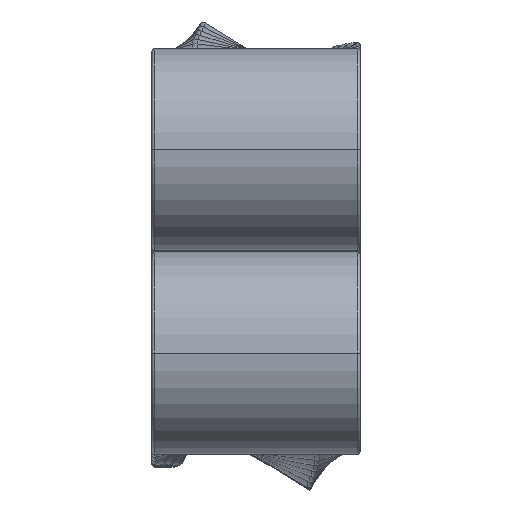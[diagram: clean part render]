
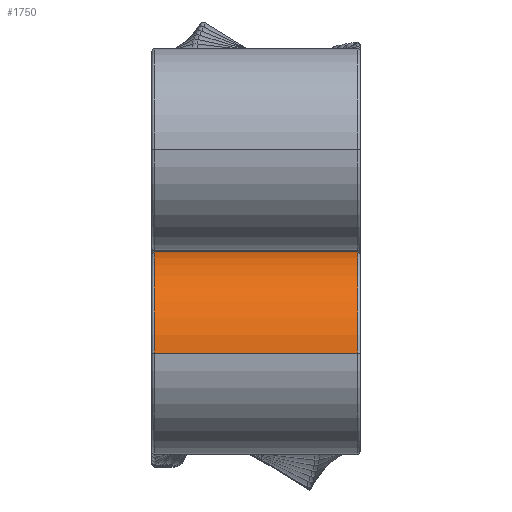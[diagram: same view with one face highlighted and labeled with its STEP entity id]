
A CAD part, top view. The second image highlights one B-rep face of the part: STEP entity #1750.
In plain terms, the highlighted cylindrical face has radius 30.836 mm (diameter 61.671 mm), a partial arc.
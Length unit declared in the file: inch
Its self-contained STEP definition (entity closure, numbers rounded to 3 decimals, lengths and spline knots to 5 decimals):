
#73 = AXIS2_PLACEMENT_3D ( 'NONE', #8674, #1585, #10237 ) ;
#162 = EDGE_CURVE ( 'NONE', #4180, #8958, #3378, .T. ) ;
#439 = DIRECTION ( 'NONE',  ( 1., 0., 0. ) ) ;
#717 = DIRECTION ( 'NONE',  ( 0., 0., -1. ) ) ;
#995 = EDGE_CURVE ( 'NONE', #4503, #8958, #1455, .T. ) ;
#1455 = LINE ( 'NONE', #5179, #5029 ) ;
#1585 = DIRECTION ( 'NONE',  ( 1., 0., 0. ) ) ;
#1750 = ADVANCED_FACE ( 'NONE', ( #3217 ), #6439, .T. ) ;
#1863 = ORIENTED_EDGE ( 'NONE', *, *, #162, .F. ) ;
#1879 = CARTESIAN_POINT ( 'NONE',  ( 1.22, -1.214, 36. ) ) ;
#1986 = AXIS2_PLACEMENT_3D ( 'NONE', #1879, #3452, #7425 ) ;
#2056 = EDGE_LOOP ( 'NONE', ( #5632, #3596, #1863, #3480 ) ) ;
#2258 = CARTESIAN_POINT ( 'NONE',  ( 1.22, -1.214, 37.214 ) ) ;
#2597 = CARTESIAN_POINT ( 'NONE',  ( -1.22, -1.214, 37.214 ) ) ;
#2758 = CARTESIAN_POINT ( 'NONE',  ( -1.22, -1.214, 34.786 ) ) ;
#2896 = VERTEX_POINT ( 'NONE', #2758 ) ;
#3073 = DIRECTION ( 'NONE',  ( 1., 0., 0. ) ) ;
#3217 = FACE_OUTER_BOUND ( 'NONE', #2056, .T. ) ;
#3378 = CIRCLE ( 'NONE', #1986, 1.214 ) ;
#3452 = DIRECTION ( 'NONE',  ( 1., 0., 0. ) ) ;
#3480 = ORIENTED_EDGE ( 'NONE', *, *, #3585, .F. ) ;
#3481 = AXIS2_PLACEMENT_3D ( 'NONE', #8072, #3073, #717 ) ;
#3585 = EDGE_CURVE ( 'NONE', #2896, #4180, #5636, .T. ) ;
#3596 = ORIENTED_EDGE ( 'NONE', *, *, #995, .T. ) ;
#3648 = CARTESIAN_POINT ( 'NONE',  ( 1.25, -1.214, 34.786 ) ) ;
#4180 = VERTEX_POINT ( 'NONE', #9033 ) ;
#4503 = VERTEX_POINT ( 'NONE', #2597 ) ;
#5029 = VECTOR ( 'NONE', #7597, 39.37008 ) ;
#5179 = CARTESIAN_POINT ( 'NONE',  ( 1.25, -1.214, 37.214 ) ) ;
#5632 = ORIENTED_EDGE ( 'NONE', *, *, #10068, .T. ) ;
#5636 = LINE ( 'NONE', #3648, #9333 ) ;
#6241 = CIRCLE ( 'NONE', #73, 1.214 ) ;
#6439 = CYLINDRICAL_SURFACE ( 'NONE', #3481, 1.214 ) ;
#7425 = DIRECTION ( 'NONE',  ( 0., 0., -1. ) ) ;
#7597 = DIRECTION ( 'NONE',  ( 1., 0., 0. ) ) ;
#8072 = CARTESIAN_POINT ( 'NONE',  ( 1.25, -1.214, 36. ) ) ;
#8674 = CARTESIAN_POINT ( 'NONE',  ( -1.22, -1.214, 36. ) ) ;
#8958 = VERTEX_POINT ( 'NONE', #2258 ) ;
#9033 = CARTESIAN_POINT ( 'NONE',  ( 1.22, -1.214, 34.786 ) ) ;
#9333 = VECTOR ( 'NONE', #439, 39.37008 ) ;
#10068 = EDGE_CURVE ( 'NONE', #2896, #4503, #6241, .T. ) ;
#10237 = DIRECTION ( 'NONE',  ( 0., 0., -1. ) ) ;
